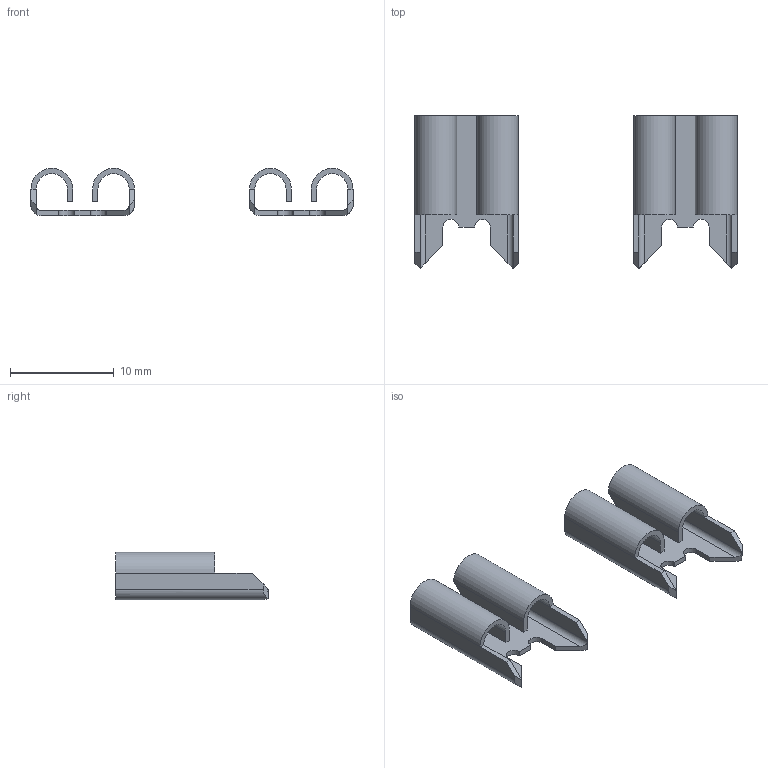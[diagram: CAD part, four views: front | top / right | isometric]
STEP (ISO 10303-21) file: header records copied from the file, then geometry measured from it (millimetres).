
FILE_DESCRIPTION(/* description */ ('','CAx-IF Rec.Pracs.---Representation and Presentation of Product Manufacturing Information (PMI)---4.0---2014-10-13'),/* implementation_level */ '2;1');
FILE_NAME(/* name */ 'fuse holder.stp',/* time_stamp */ '2019-11-25T02:06:42-06:00',/* author */ ('kjdix'),/* organization */ (''),/* preprocessor_version */ 'ST-DEVELOPER v17.2',/* originating_system */ 'Autodesk Inventor 2019',/* authorisation */ '');
FILE_SCHEMA (('AP242_MANAGED_MODEL_BASED_3D_ENGINEERING_MIM_LF { 1 0 10303 442 1 1 4 }'));
Length unit declared in the file: inch
Products named in the file (2): fuse holder; fuse clip
Assembly tree (2 placements, depth 2):
  fuse holder
    fuse clip  x2
Bounding box: 30.99 x 14.68 x 4.57 mm (x, y, z)
Volume: 300.9 mm3; surface area: 1272.9 mm2
Topology: 2 solids, 2 shells, 76 faces, 272 edges, 280 vertices
Faces by surface type: plane 56, cylinder 20
Entity records: 1536 total; most frequent: CARTESIAN_POINT 305, DIRECTION 248, ORIENTED_EDGE 192, EDGE_CURVE 96, AXIS2_PLACEMENT_3D 87, LINE 74, VECTOR 74, VERTEX_POINT 60
